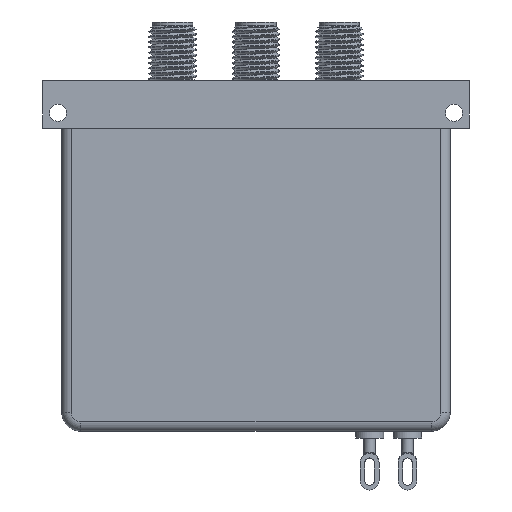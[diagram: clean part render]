
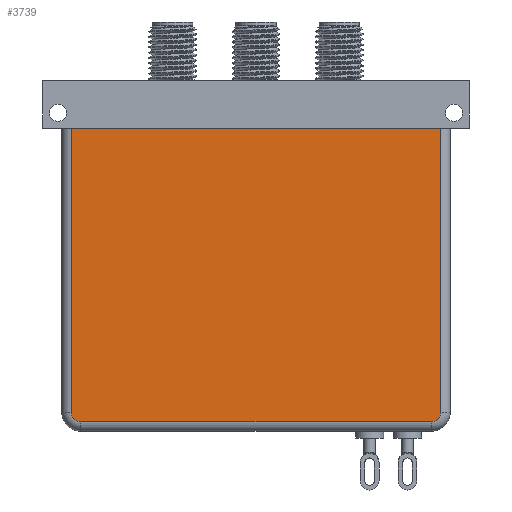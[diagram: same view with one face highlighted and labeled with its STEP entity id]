
A CAD part, front view. The second image highlights one B-rep face of the part: STEP entity #3739.
In plain terms, the highlighted planar face has unit normal (0, -1, 0).
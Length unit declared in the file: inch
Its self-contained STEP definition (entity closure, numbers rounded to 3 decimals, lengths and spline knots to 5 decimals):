
#29 = CARTESIAN_POINT ( 'NONE',  ( 0., -0.28, 0. ) ) ;
#393 = EDGE_CURVE ( 'NONE', #5189, #658, #5654, .T. ) ;
#658 = VERTEX_POINT ( 'NONE', #10576 ) ;
#1338 = LINE ( 'NONE', #23104, #1966 ) ;
#1456 = VERTEX_POINT ( 'NONE', #9111 ) ;
#1934 = CARTESIAN_POINT ( 'NONE',  ( -0.925, -0.28, -0.825 ) ) ;
#1966 = VECTOR ( 'NONE', #15029, 39.37008 ) ;
#2206 = EDGE_LOOP ( 'NONE', ( #8910, #18386, #11448, #24016, #20267, #21056 ) ) ;
#3739 = ADVANCED_FACE ( 'NONE', ( #22426 ), #18249, .T. ) ;
#5010 = CIRCLE ( 'NONE', #12193, 0.05 ) ;
#5025 = CARTESIAN_POINT ( 'NONE',  ( -0.975, -0.28, -0.825 ) ) ;
#5128 = EDGE_CURVE ( 'NONE', #658, #1456, #1338, .T. ) ;
#5189 = VERTEX_POINT ( 'NONE', #5025 ) ;
#5654 = CIRCLE ( 'NONE', #20603, 0.05 ) ;
#6409 = VECTOR ( 'NONE', #25255, 39.37008 ) ;
#7885 = EDGE_CURVE ( 'NONE', #1456, #19019, #5010, .T. ) ;
#8239 = DIRECTION ( 'NONE',  ( 0., -1., 0. ) ) ;
#8910 = ORIENTED_EDGE ( 'NONE', *, *, #20967, .F. ) ;
#9111 = CARTESIAN_POINT ( 'NONE',  ( 0.925, -0.28, -0.875 ) ) ;
#9282 = CARTESIAN_POINT ( 'NONE',  ( 0., -0.28, 0.675 ) ) ;
#9403 = VERTEX_POINT ( 'NONE', #23531 ) ;
#10576 = CARTESIAN_POINT ( 'NONE',  ( -0.925, -0.28, -0.875 ) ) ;
#11086 = LINE ( 'NONE', #13592, #14324 ) ;
#11448 = ORIENTED_EDGE ( 'NONE', *, *, #393, .T. ) ;
#12121 = DIRECTION ( 'NONE',  ( 0., 0., -1. ) ) ;
#12193 = AXIS2_PLACEMENT_3D ( 'NONE', #20401, #12300, #26385 ) ;
#12300 = DIRECTION ( 'NONE',  ( 0., -1., 0. ) ) ;
#12815 = AXIS2_PLACEMENT_3D ( 'NONE', #29, #8239, #22320 ) ;
#13056 = VECTOR ( 'NONE', #14768, 39.37008 ) ;
#13592 = CARTESIAN_POINT ( 'NONE',  ( 0.975, -0.28, 0.675 ) ) ;
#14324 = VECTOR ( 'NONE', #23796, 39.37008 ) ;
#14768 = DIRECTION ( 'NONE',  ( 0., 0., -1. ) ) ;
#14951 = CARTESIAN_POINT ( 'NONE',  ( -0.975, -0.28, -0.825 ) ) ;
#14995 = EDGE_CURVE ( 'NONE', #19019, #18767, #11086, .T. ) ;
#15029 = DIRECTION ( 'NONE',  ( 1., 0., 0. ) ) ;
#18249 = PLANE ( 'NONE',  #12815 ) ;
#18386 = ORIENTED_EDGE ( 'NONE', *, *, #26281, .T. ) ;
#18767 = VERTEX_POINT ( 'NONE', #24700 ) ;
#19019 = VERTEX_POINT ( 'NONE', #25315 ) ;
#20267 = ORIENTED_EDGE ( 'NONE', *, *, #7885, .T. ) ;
#20401 = CARTESIAN_POINT ( 'NONE',  ( 0.925, -0.28, -0.825 ) ) ;
#20603 = AXIS2_PLACEMENT_3D ( 'NONE', #1934, #26382, #12121 ) ;
#20967 = EDGE_CURVE ( 'NONE', #9403, #18767, #22673, .T. ) ;
#21056 = ORIENTED_EDGE ( 'NONE', *, *, #14995, .T. ) ;
#22320 = DIRECTION ( 'NONE',  ( 0., 0., -1. ) ) ;
#22426 = FACE_OUTER_BOUND ( 'NONE', #2206, .T. ) ;
#22673 = LINE ( 'NONE', #9282, #6409 ) ;
#23104 = CARTESIAN_POINT ( 'NONE',  ( 0.925, -0.28, -0.875 ) ) ;
#23531 = CARTESIAN_POINT ( 'NONE',  ( -0.975, -0.28, 0.675 ) ) ;
#23796 = DIRECTION ( 'NONE',  ( 0., 0., 1. ) ) ;
#23868 = LINE ( 'NONE', #14951, #13056 ) ;
#24016 = ORIENTED_EDGE ( 'NONE', *, *, #5128, .T. ) ;
#24700 = CARTESIAN_POINT ( 'NONE',  ( 0.975, -0.28, 0.675 ) ) ;
#25255 = DIRECTION ( 'NONE',  ( 1., 0., 0. ) ) ;
#25315 = CARTESIAN_POINT ( 'NONE',  ( 0.975, -0.28, -0.825 ) ) ;
#26281 = EDGE_CURVE ( 'NONE', #9403, #5189, #23868, .T. ) ;
#26382 = DIRECTION ( 'NONE',  ( 0., -1., 0. ) ) ;
#26385 = DIRECTION ( 'NONE',  ( 0., 0., -1. ) ) ;
